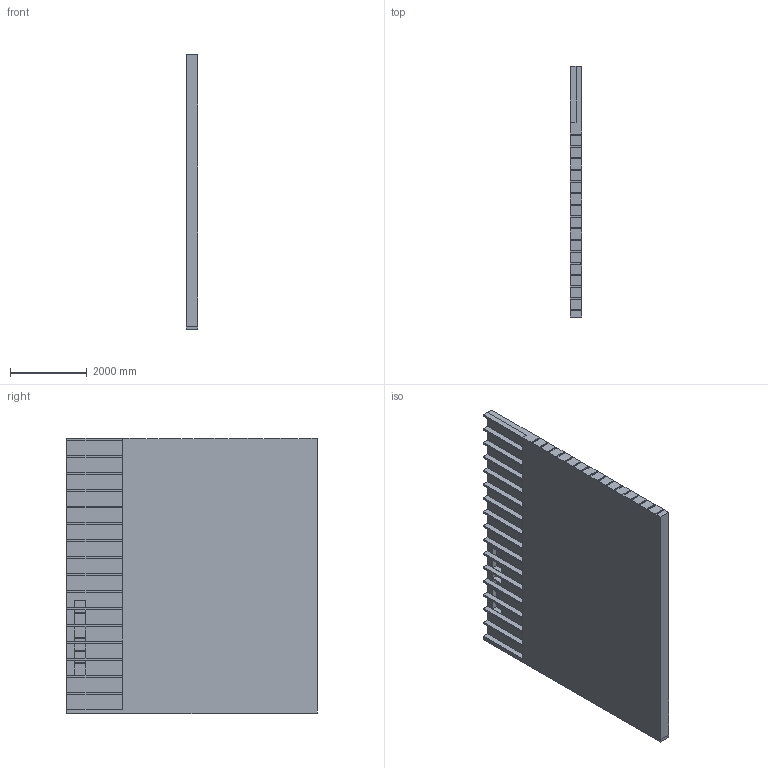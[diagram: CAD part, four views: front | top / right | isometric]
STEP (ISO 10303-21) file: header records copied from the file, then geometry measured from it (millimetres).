
FILE_DESCRIPTION (( 'STEP AP203' ), '1' );
FILE_NAME ('Wall_Default_sldprt.STEP', '2019-06-20T10:47:33', ( '' ), ( '' ), 'SwSTEP 2.0', 'SolidWorks 2018', '' );
FILE_SCHEMA (( 'CONFIG_CONTROL_DESIGN' ));
Length unit declared in the file: inch
Products named in the file (1): Wall_Default_sldprt
Bounding box: 304.8 x 6539.69 x 7188.2 mm (x, y, z)
Volume: 12717798442.3 mm3; surface area: 121081278.9 mm2
Topology: 23 solids, 23 shells, 1075 faces, 3071 edges, 2042 vertices
Faces by surface type: plane 1075
Entity records: 34336 total; most frequent: CARTESIAN_POINT 6189, ORIENTED_EDGE 6142, DIRECTION 5223, LINE 3071, EDGE_CURVE 3071, VECTOR 3071, VERTEX_POINT 2042, EDGE_LOOP 1087
